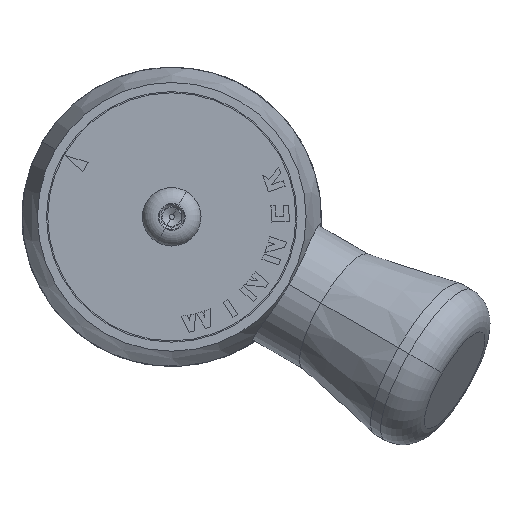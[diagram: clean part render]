
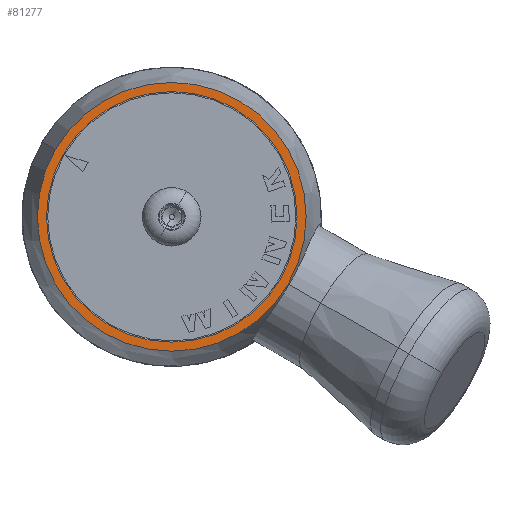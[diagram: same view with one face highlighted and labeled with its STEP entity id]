
A CAD part, left-side view. The second image highlights one B-rep face of the part: STEP entity #81277.
In plain terms, the highlighted planar face has unit normal (-1, 0, 0).
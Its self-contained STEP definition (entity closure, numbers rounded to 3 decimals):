
#908 = FACE_OUTER_BOUND ( 'NONE', #43939, .T. ) ;
#2081 = DIRECTION ( 'NONE',  ( 1., 0., 0. ) ) ;
#2308 = DIRECTION ( 'NONE',  ( 1., 0., 0. ) ) ;
#4364 = EDGE_CURVE ( 'NONE', #80168, #22384, #57842, .T. ) ;
#7179 = CARTESIAN_POINT ( 'NONE',  ( -45.173, 13.727, 7.925 ) ) ;
#9265 = PLANE ( 'NONE',  #44632 ) ;
#13117 = EDGE_CURVE ( 'NONE', #81134, #23332, #79100, .T. ) ;
#14626 = AXIS2_PLACEMENT_3D ( 'NONE', #42368, #49315, #35412 ) ;
#15413 = DIRECTION ( 'NONE',  ( 0., 0.866, 0.5 ) ) ;
#15983 = EDGE_CURVE ( 'NONE', #22384, #80168, #84615, .T. ) ;
#17703 = DIRECTION ( 'NONE',  ( 1., 0., 0. ) ) ;
#19486 = ORIENTED_EDGE ( 'NONE', *, *, #15983, .T. ) ;
#22384 = VERTEX_POINT ( 'NONE', #41760 ) ;
#23332 = VERTEX_POINT ( 'NONE', #67488 ) ;
#24386 = CARTESIAN_POINT ( 'NONE',  ( -45.173, -13.727, -7.925 ) ) ;
#29493 = EDGE_CURVE ( 'NONE', #23332, #81134, #40732, .T. ) ;
#31611 = CARTESIAN_POINT ( 'NONE',  ( -45.173, 0., 0. ) ) ;
#34709 = DIRECTION ( 'NONE',  ( 1., 0., 0. ) ) ;
#35412 = DIRECTION ( 'NONE',  ( 0., 0.866, 0.5 ) ) ;
#40732 = CIRCLE ( 'NONE', #58820, 17. ) ;
#41760 = CARTESIAN_POINT ( 'NONE',  ( -45.173, -13.727, -7.925 ) ) ;
#42368 = CARTESIAN_POINT ( 'NONE',  ( -45.173, 0., 0. ) ) ;
#43733 = DIRECTION ( 'NONE',  ( 0., 0.866, 0.5 ) ) ;
#43939 = EDGE_LOOP ( 'NONE', ( #76203, #77165 ) ) ;
#44632 = AXIS2_PLACEMENT_3D ( 'NONE', #24386, #2308, #43733 ) ;
#49315 = DIRECTION ( 'NONE',  ( 1., 0., 0. ) ) ;
#56830 = CARTESIAN_POINT ( 'NONE',  ( -45.173, 0., 0. ) ) ;
#57842 = CIRCLE ( 'NONE', #14626, 15.85 ) ;
#58820 = AXIS2_PLACEMENT_3D ( 'NONE', #31611, #17703, #79972 ) ;
#64649 = EDGE_LOOP ( 'NONE', ( #76900, #19486 ) ) ;
#67488 = CARTESIAN_POINT ( 'NONE',  ( -45.173, -14.722, -8.5 ) ) ;
#70630 = CARTESIAN_POINT ( 'NONE',  ( -45.173, 14.722, 8.5 ) ) ;
#73360 = AXIS2_PLACEMENT_3D ( 'NONE', #76063, #34709, #83077 ) ;
#76063 = CARTESIAN_POINT ( 'NONE',  ( -45.173, 0., 0. ) ) ;
#76203 = ORIENTED_EDGE ( 'NONE', *, *, #13117, .F. ) ;
#76900 = ORIENTED_EDGE ( 'NONE', *, *, #4364, .T. ) ;
#77165 = ORIENTED_EDGE ( 'NONE', *, *, #29493, .F. ) ;
#79100 = CIRCLE ( 'NONE', #83750, 17. ) ;
#79972 = DIRECTION ( 'NONE',  ( 0., 0.866, 0.5 ) ) ;
#80168 = VERTEX_POINT ( 'NONE', #7179 ) ;
#81134 = VERTEX_POINT ( 'NONE', #70630 ) ;
#81277 = ADVANCED_FACE ( 'NONE', ( #908, #88522 ), #9265, .F. ) ;
#83077 = DIRECTION ( 'NONE',  ( 0., 0.866, 0.5 ) ) ;
#83750 = AXIS2_PLACEMENT_3D ( 'NONE', #56830, #2081, #15413 ) ;
#84615 = CIRCLE ( 'NONE', #73360, 15.85 ) ;
#88522 = FACE_BOUND ( 'NONE', #64649, .T. ) ;
